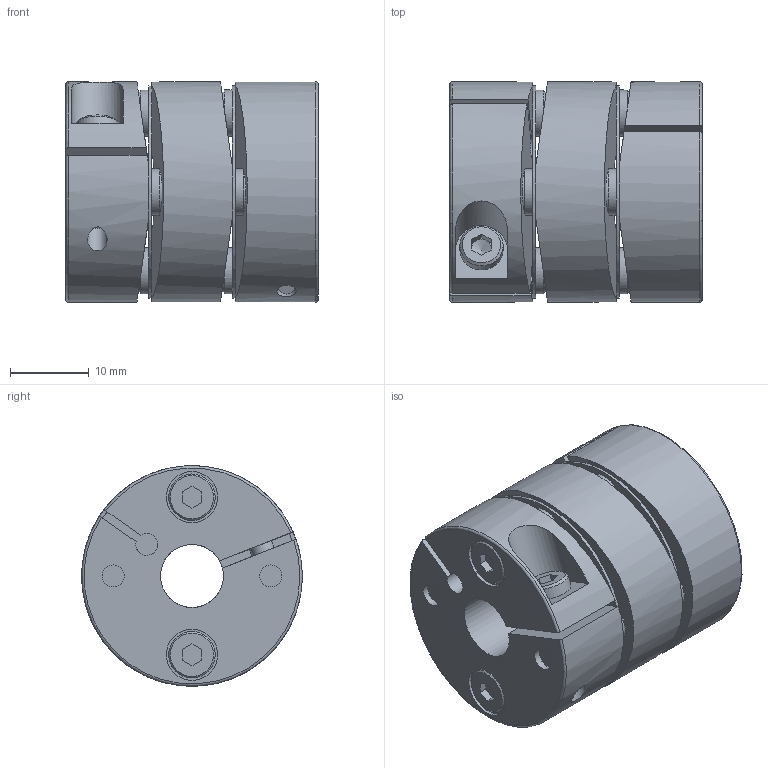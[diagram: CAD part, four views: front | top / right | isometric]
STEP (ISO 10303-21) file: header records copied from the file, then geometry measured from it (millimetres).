
FILE_DESCRIPTION(/* description */ ('STEP AP203'),/* implementation_level */ '2;1');
FILE_NAME(/* name */ 'SCXW28-8-10',/* time_stamp */ '2023-12-09T13:20:24+01:00',/* author */ ('License CC BY-ND 4.0'),/* organization */ ('CADENAS'),/* preprocessor_version */ 'ST-DEVELOPER v19.3',/* originating_system */ 'PARTsolutions',/* authorisation */ ' ');
FILE_SCHEMA (('CONFIG_CONTROL_DESIGN'));
Length unit declared in the file: millimetre
Products named in the file (3): SCXW28-8-10; M3u; SCXW28-8-10_b
Assembly tree (3 placements, depth 2):
  SCXW28-8-10
    M3u  x2
    SCXW28-8-10_b
Bounding box: 32 x 27.99 x 27.99 mm (x, y, z)
Volume: 15417.6 mm3; surface area: 9054.5 mm2
Topology: 3 solids, 3 shells, 186 faces, 481 edges, 306 vertices
Faces by surface type: plane 118, cylinder 50, cone 14, torus 4
Full cylindrical faces by diameter (mm): 2.459 x4, 2.8 x4, 3 x2, 5.5 x2, 5.9 x12, 6.5 x4, 8 x1, 10 x1, 12 x1, 27 x2, 28 x1
Entity records: 4960 total; most frequent: CARTESIAN_POINT 875, DIRECTION 870, ORIENTED_EDGE 748, EDGE_CURVE 374, AXIS2_PLACEMENT_3D 338, VERTEX_POINT 261, FACE_BOUND 257, EDGE_LOOP 256
